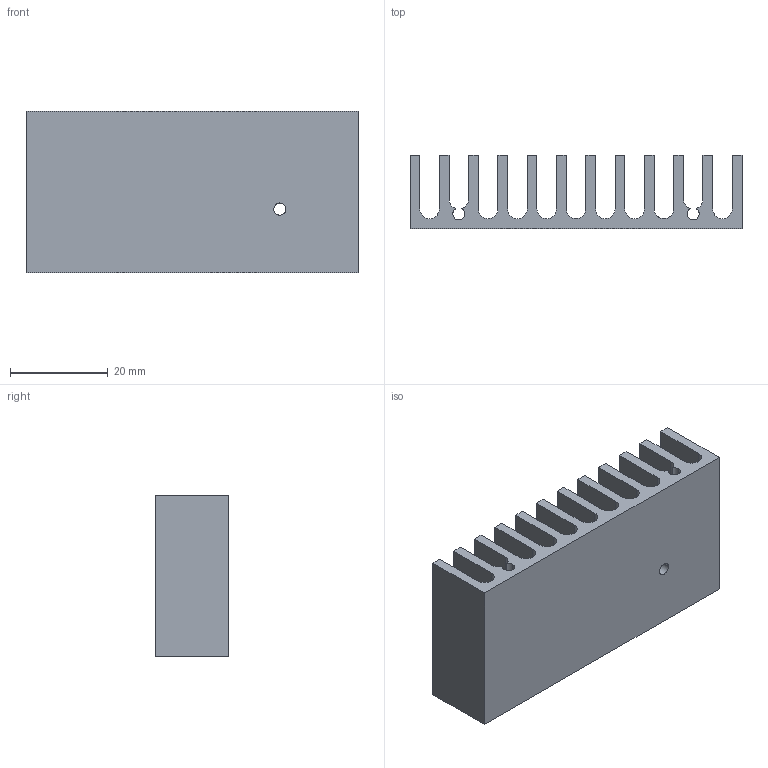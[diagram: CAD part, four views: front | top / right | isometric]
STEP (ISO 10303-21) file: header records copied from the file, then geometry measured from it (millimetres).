
FILE_DESCRIPTION (( 'STEP AP214' ), '1' );
FILE_NAME ('Heatsink.STEP', '2020-01-16T09:36:14', ( '' ), ( '' ), 'SwSTEP 2.0', 'SolidWorks 2017', '' );
FILE_SCHEMA (( 'AUTOMOTIVE_DESIGN' ));
Length unit declared in the file: millimetre
Products named in the file (1): Heatsink
Bounding box: 68 x 15 x 33 mm (x, y, z)
Volume: 15614.4 mm3; surface area: 15336.8 mm2
Topology: 1 solids, 1 shells, 60 faces, 174 edges, 116 vertices
Faces by surface type: plane 39, cylinder 21
Entity records: 2050 total; most frequent: CARTESIAN_POINT 389, ORIENTED_EDGE 348, DIRECTION 334, EDGE_CURVE 174, VECTOR 132, LINE 132, VERTEX_POINT 116, AXIS2_PLACEMENT_3D 101
